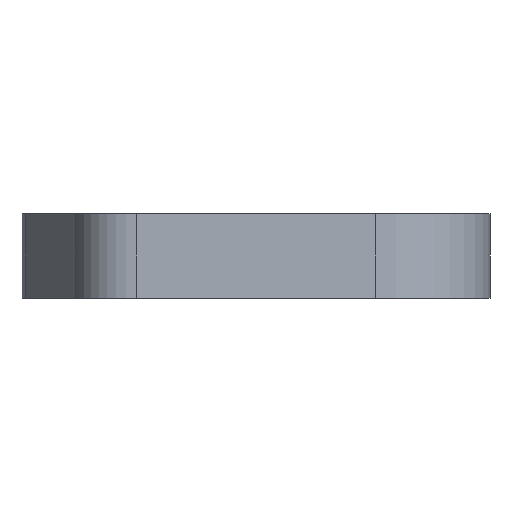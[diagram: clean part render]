
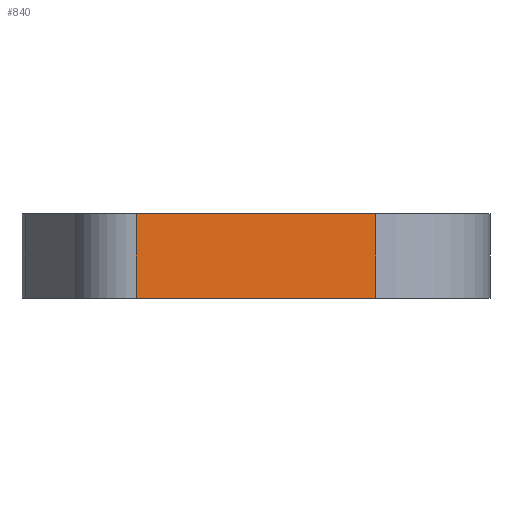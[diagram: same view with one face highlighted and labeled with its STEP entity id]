
A CAD part, left-side view. The second image highlights one B-rep face of the part: STEP entity #840.
In plain terms, the highlighted planar face has unit normal (-0.997, -0.073, 0).
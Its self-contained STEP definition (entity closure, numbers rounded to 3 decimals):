
#8 = DIRECTION ( 'NONE',  ( 0.997, 0.073, 0. ) ) ;
#11 = CARTESIAN_POINT ( 'NONE',  ( -13.295, 21.797, -22.2 ) ) ;
#26 = VECTOR ( 'NONE', #70, 1000. ) ;
#70 = DIRECTION ( 'NONE',  ( -0.073, 0.997, 0. ) ) ;
#74 = ORIENTED_EDGE ( 'NONE', *, *, #267, .F. ) ;
#79 = LINE ( 'NONE', #508, #26 ) ;
#80 = EDGE_CURVE ( 'NONE', #882, #523, #79, .T. ) ;
#88 = CARTESIAN_POINT ( 'NONE',  ( -11.64, -0.851, -22.2 ) ) ;
#140 = LINE ( 'NONE', #843, #159 ) ;
#159 = VECTOR ( 'NONE', #762, 1000. ) ;
#161 = CARTESIAN_POINT ( 'NONE',  ( -11.64, -0.851, -22.2 ) ) ;
#193 = ORIENTED_EDGE ( 'NONE', *, *, #429, .T. ) ;
#258 = EDGE_CURVE ( 'NONE', #523, #332, #288, .T. ) ;
#267 = EDGE_CURVE ( 'NONE', #880, #332, #705, .T. ) ;
#288 = LINE ( 'NONE', #11, #863 ) ;
#332 = VERTEX_POINT ( 'NONE', #826 ) ;
#370 = CARTESIAN_POINT ( 'NONE',  ( -11.64, -0.851, -14.2 ) ) ;
#429 = EDGE_CURVE ( 'NONE', #880, #882, #140, .T. ) ;
#430 = DIRECTION ( 'NONE',  ( 0., 0., -1. ) ) ;
#432 = EDGE_LOOP ( 'NONE', ( #706, #905, #74, #193 ) ) ;
#508 = CARTESIAN_POINT ( 'NONE',  ( -11.64, -0.851, -14.2 ) ) ;
#515 = DIRECTION ( 'NONE',  ( -0.073, 0.997, 0. ) ) ;
#520 = DIRECTION ( 'NONE',  ( -0.073, 0.997, 0. ) ) ;
#523 = VERTEX_POINT ( 'NONE', #920 ) ;
#565 = VECTOR ( 'NONE', #515, 1000. ) ;
#672 = PLANE ( 'NONE',  #776 ) ;
#705 = LINE ( 'NONE', #88, #565 ) ;
#706 = ORIENTED_EDGE ( 'NONE', *, *, #80, .T. ) ;
#736 = CARTESIAN_POINT ( 'NONE',  ( -11.64, -0.851, -22.2 ) ) ;
#762 = DIRECTION ( 'NONE',  ( 0., 0., 1. ) ) ;
#776 = AXIS2_PLACEMENT_3D ( 'NONE', #736, #8, #520 ) ;
#816 = FACE_OUTER_BOUND ( 'NONE', #432, .T. ) ;
#826 = CARTESIAN_POINT ( 'NONE',  ( -13.295, 21.797, -22.2 ) ) ;
#840 = ADVANCED_FACE ( 'NONE', ( #816 ), #672, .F. ) ;
#843 = CARTESIAN_POINT ( 'NONE',  ( -11.64, -0.851, -22.2 ) ) ;
#863 = VECTOR ( 'NONE', #430, 1000. ) ;
#880 = VERTEX_POINT ( 'NONE', #161 ) ;
#882 = VERTEX_POINT ( 'NONE', #370 ) ;
#905 = ORIENTED_EDGE ( 'NONE', *, *, #258, .T. ) ;
#920 = CARTESIAN_POINT ( 'NONE',  ( -13.295, 21.797, -14.2 ) ) ;
